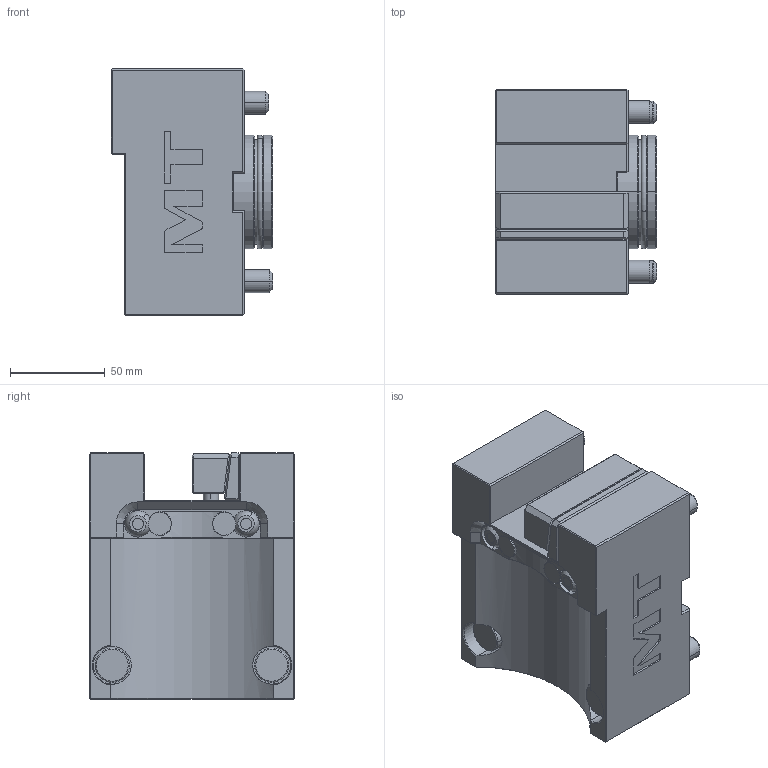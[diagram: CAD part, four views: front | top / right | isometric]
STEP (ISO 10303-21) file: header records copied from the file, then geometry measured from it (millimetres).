
FILE_DESCRIPTION((''),'2;1');
FILE_NAME('MNL0042500_CH_CONF','2024-07-09T11:00:14',('smalpassi'),('M.T. srl'),'CREO PARAMETRIC BY PTC INC, 2023352','CREO PARAMETRIC BY PTC INC, 2023352','');
FILE_SCHEMA(('CONFIG_CONTROL_DESIGN'));
Length unit declared in the file: millimetre
Products named in the file (1): MNL0042500_CH_CONF
Bounding box: 85 x 108 x 130 mm (x, y, z)
Volume: 802025.2 mm3; surface area: 83491.8 mm2
Topology: 3 solids, 5 shells, 346 faces, 833 edges, 503 vertices
Faces by surface type: plane 218, cylinder 62, cone 48, sphere 8, torus 6, extrusion 4
Entity records: 10131 total; most frequent: CARTESIAN_POINT 2003, DIRECTION 1705, ORIENTED_EDGE 1650, EDGE_CURVE 825, AXIS2_PLACEMENT_3D 571, VECTOR 563, LINE 559, VERTEX_POINT 503
